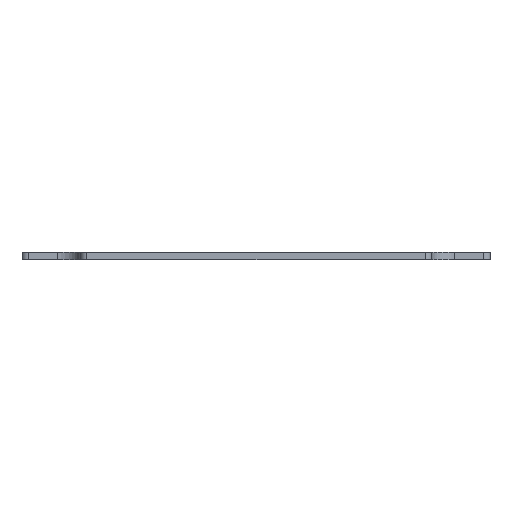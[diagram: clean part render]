
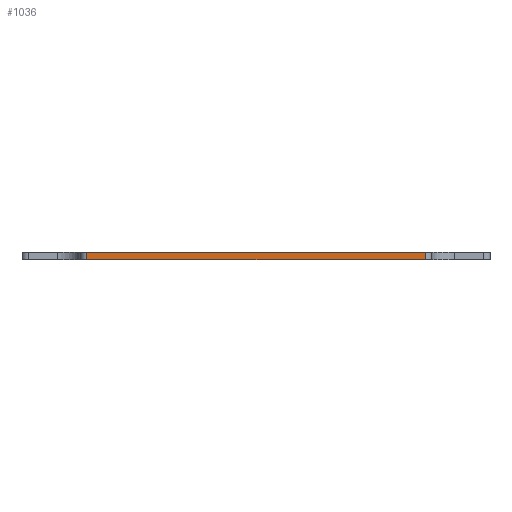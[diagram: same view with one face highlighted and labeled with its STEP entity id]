
A CAD part, left-side view. The second image highlights one B-rep face of the part: STEP entity #1036.
In plain terms, the highlighted planar face has unit normal (-1, 0, 0).
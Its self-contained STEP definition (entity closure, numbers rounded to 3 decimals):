
#29=PLANE('',#1129);
#62=FACE_OUTER_BOUND('',#120,.T.);
#120=EDGE_LOOP('',(#776,#777,#778,#779));
#185=LINE('',#1578,#289);
#211=LINE('',#1663,#315);
#212=LINE('',#1666,#316);
#213=LINE('',#1667,#317);
#289=VECTOR('',#1247,10.);
#315=VECTOR('',#1321,10.);
#316=VECTOR('',#1324,10.);
#317=VECTOR('',#1325,10.);
#457=VERTEX_POINT('',#1575);
#458=VERTEX_POINT('',#1577);
#492=VERTEX_POINT('',#1659);
#494=VERTEX_POINT('',#1665);
#563=EDGE_CURVE('',#457,#458,#185,.T.);
#606=EDGE_CURVE('',#458,#492,#211,.T.);
#607=EDGE_CURVE('',#494,#457,#212,.T.);
#608=EDGE_CURVE('',#492,#494,#213,.T.);
#776=ORIENTED_EDGE('',*,*,#606,.F.);
#777=ORIENTED_EDGE('',*,*,#563,.F.);
#778=ORIENTED_EDGE('',*,*,#607,.F.);
#779=ORIENTED_EDGE('',*,*,#608,.F.);
#1036=ADVANCED_FACE('',(#62),#29,.T.);
#1129=AXIS2_PLACEMENT_3D('',#1664,#1322,#1323);
#1247=DIRECTION('',(0.,1.,0.));
#1321=DIRECTION('',(0.,0.,1.));
#1322=DIRECTION('center_axis',(-1.,0.,0.));
#1323=DIRECTION('ref_axis',(0.,-1.,0.));
#1324=DIRECTION('',(0.,0.,-1.));
#1325=DIRECTION('',(0.,-1.,0.));
#1575=CARTESIAN_POINT('',(-121.,-55.,-1.25));
#1577=CARTESIAN_POINT('',(-121.,55.,-1.25));
#1578=CARTESIAN_POINT('',(-121.,57.,-1.25));
#1659=CARTESIAN_POINT('',(-121.,55.,1.25));
#1663=CARTESIAN_POINT('',(-121.,55.,0.));
#1664=CARTESIAN_POINT('Origin',(-121.,57.,0.));
#1665=CARTESIAN_POINT('',(-121.,-55.,1.25));
#1666=CARTESIAN_POINT('',(-121.,-55.,0.));
#1667=CARTESIAN_POINT('',(-121.,57.,1.25));
